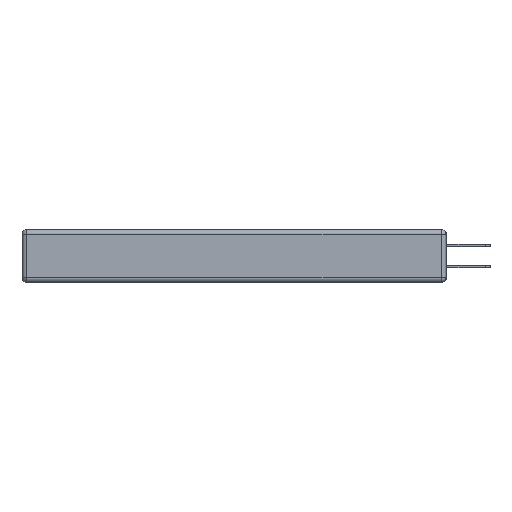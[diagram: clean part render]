
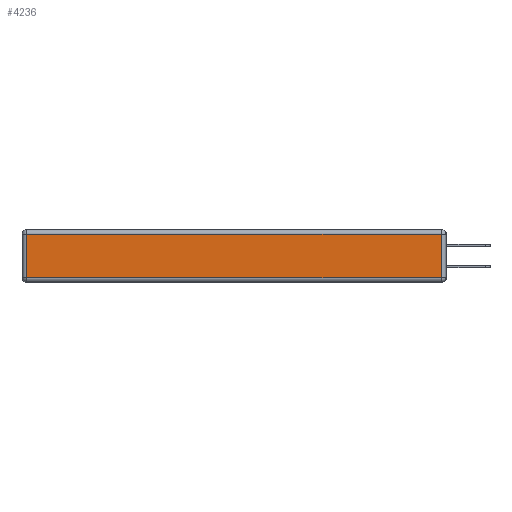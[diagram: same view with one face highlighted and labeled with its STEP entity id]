
A CAD part, left-side view. The second image highlights one B-rep face of the part: STEP entity #4236.
In plain terms, the highlighted planar face has unit normal (-1, 0, 0).
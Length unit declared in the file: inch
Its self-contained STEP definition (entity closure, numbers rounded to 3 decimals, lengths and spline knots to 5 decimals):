
#1470 = FACE_OUTER_BOUND ( 'NONE', #3420, .T. ) ;
#2636 = CARTESIAN_POINT ( 'NONE',  ( 0., 2.72, -0.03 ) ) ;
#3239 = EDGE_CURVE ( 'NONE', #13638, #11806, #9417, .T. ) ;
#3357 = CARTESIAN_POINT ( 'NONE',  ( 0., 2.75, -0.03 ) ) ;
#3420 = EDGE_LOOP ( 'NONE', ( #8068, #6855, #9718, #8318 ) ) ;
#3957 = DIRECTION ( 'NONE',  ( 0., 0., -1. ) ) ;
#4174 = VECTOR ( 'NONE', #5569, 39.37008 ) ;
#4236 = ADVANCED_FACE ( 'NONE', ( #1470 ), #12668, .T. ) ;
#4359 = VERTEX_POINT ( 'NONE', #9518 ) ;
#4410 = DIRECTION ( 'NONE',  ( 0., 1., 0. ) ) ;
#4955 = VECTOR ( 'NONE', #3957, 39.37008 ) ;
#5210 = CARTESIAN_POINT ( 'NONE',  ( 0., 0., -0.343 ) ) ;
#5299 = LINE ( 'NONE', #3357, #6138 ) ;
#5307 = LINE ( 'NONE', #7897, #9459 ) ;
#5308 = DIRECTION ( 'NONE',  ( -1., 0., 0. ) ) ;
#5569 = DIRECTION ( 'NONE',  ( 0., 0., 1. ) ) ;
#6025 = CARTESIAN_POINT ( 'NONE',  ( 0., 2.72, -0.343 ) ) ;
#6138 = VECTOR ( 'NONE', #4410, 39.37008 ) ;
#6855 = ORIENTED_EDGE ( 'NONE', *, *, #12793, .T. ) ;
#7271 = EDGE_CURVE ( 'NONE', #11806, #4359, #5307, .T. ) ;
#7642 = VERTEX_POINT ( 'NONE', #7844 ) ;
#7844 = CARTESIAN_POINT ( 'NONE',  ( 0., 0.03, -0.03 ) ) ;
#7897 = CARTESIAN_POINT ( 'NONE',  ( 0., 0., -0.313 ) ) ;
#8068 = ORIENTED_EDGE ( 'NONE', *, *, #7271, .T. ) ;
#8318 = ORIENTED_EDGE ( 'NONE', *, *, #3239, .T. ) ;
#9417 = LINE ( 'NONE', #6025, #4955 ) ;
#9459 = VECTOR ( 'NONE', #12249, 39.37008 ) ;
#9518 = CARTESIAN_POINT ( 'NONE',  ( 0., 0.03, -0.313 ) ) ;
#9718 = ORIENTED_EDGE ( 'NONE', *, *, #13217, .T. ) ;
#10445 = DIRECTION ( 'NONE',  ( 0., 0., 1. ) ) ;
#11806 = VERTEX_POINT ( 'NONE', #13219 ) ;
#12249 = DIRECTION ( 'NONE',  ( 0., -1., 0. ) ) ;
#12648 = CARTESIAN_POINT ( 'NONE',  ( 0., 0.03, -0.343 ) ) ;
#12668 = PLANE ( 'NONE',  #13153 ) ;
#12793 = EDGE_CURVE ( 'NONE', #4359, #7642, #13580, .T. ) ;
#13153 = AXIS2_PLACEMENT_3D ( 'NONE', #5210, #5308, #10445 ) ;
#13217 = EDGE_CURVE ( 'NONE', #7642, #13638, #5299, .T. ) ;
#13219 = CARTESIAN_POINT ( 'NONE',  ( 0., 2.72, -0.313 ) ) ;
#13580 = LINE ( 'NONE', #12648, #4174 ) ;
#13638 = VERTEX_POINT ( 'NONE', #2636 ) ;
